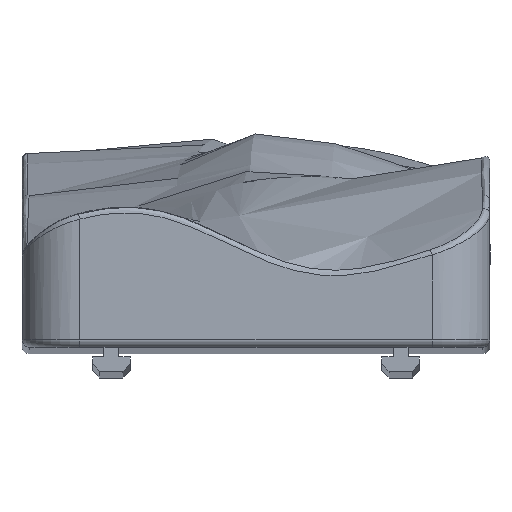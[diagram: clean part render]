
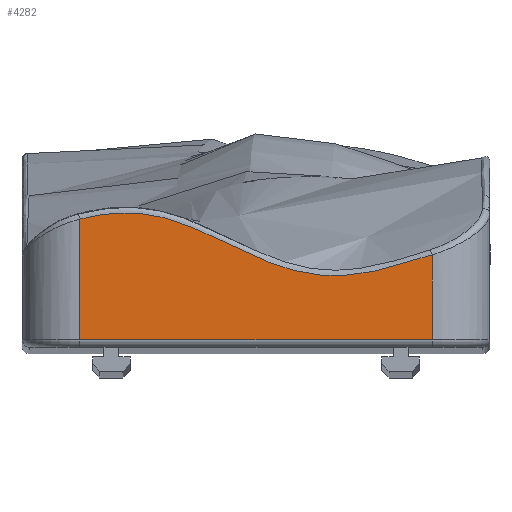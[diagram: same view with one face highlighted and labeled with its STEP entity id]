
A CAD part, top view. The second image highlights one B-rep face of the part: STEP entity #4282.
In plain terms, the highlighted planar face has unit normal (0, 0, 1).
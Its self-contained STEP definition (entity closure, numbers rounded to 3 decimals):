
#65 = VECTOR ( 'NONE', #1052, 1000. ) ;
#76 = CARTESIAN_POINT ( 'NONE',  ( 39.043, 37.107, 1000. ) ) ;
#108 = CARTESIAN_POINT ( 'NONE',  ( 38.049, 37.131, 1000. ) ) ;
#142 = CARTESIAN_POINT ( 'NONE',  ( 30.07, 37.671, 1000. ) ) ;
#150 = EDGE_CURVE ( 'NONE', #4660, #5754, #931, .T. ) ;
#344 = CARTESIAN_POINT ( 'NONE',  ( -121.38, 113.104, 1000. ) ) ;
#356 = CARTESIAN_POINT ( 'NONE',  ( -45.057, 66.428, 1000. ) ) ;
#393 = B_SPLINE_CURVE_WITH_KNOTS ( 'NONE', 3,
 ( #564, #1139, #1815, #5542, #5966, #3409, #3267, #709, #5467, #2774, #4938, #76, #108, #1708, #4440, #142, #6072, #1423, #5691, #5084, #4661, #4630, #6713, #4019, #4057, #1854, #6216, #6817, #5223, #356, #6784, #2526, #4692, #5123, #3486, #3555, #1359, #5719, #4555, #6280, #2961, #3521, #894, #1957 ),
 .UNSPECIFIED., .F., .F.,
 ( 4, 2, 2, 2, 2, 2, 2, 2, 2, 2, 2, 2, 2, 2, 2, 2, 2, 2, 2, 2, 2, 4 ),
 ( 0., 0.012, 0.023, 0.035, 0.047, 0.052, 0.055, 0.058, 0.07, 0.082, 0.087, 0.093, 0.105, 0.117, 0.14, 0.143, 0.146, 0.152, 0.163, 0.169, 0.175, 0.187 ),
 .UNSPECIFIED. ) ;
#461 = CARTESIAN_POINT ( 'NONE',  ( 91.38, 4., 1000. ) ) ;
#564 = CARTESIAN_POINT ( 'NONE',  ( 91.38, 47.959, 1000. ) ) ;
#700 = VERTEX_POINT ( 'NONE', #866 ) ;
#709 = CARTESIAN_POINT ( 'NONE',  ( 53.716, 37.996, 1000. ) ) ;
#866 = CARTESIAN_POINT ( 'NONE',  ( 91.38, 47.959, 1000. ) ) ;
#894 = CARTESIAN_POINT ( 'NONE',  ( -87.489, 67.447, 1000. ) ) ;
#931 = LINE ( 'NONE', #4763, #5962 ) ;
#985 = LINE ( 'NONE', #3249, #65 ) ;
#1052 = DIRECTION ( 'NONE',  ( 0., -1., 0. ) ) ;
#1139 = CARTESIAN_POINT ( 'NONE',  ( 87.66, 46.724, 1000. ) ) ;
#1359 = CARTESIAN_POINT ( 'NONE',  ( -63.621, 69.727, 1000. ) ) ;
#1423 = CARTESIAN_POINT ( 'NONE',  ( 18.436, 40.024, 1000. ) ) ;
#1551 = EDGE_CURVE ( 'NONE', #4610, #4660, #985, .T. ) ;
#1708 = CARTESIAN_POINT ( 'NONE',  ( 36.054, 37.215, 1000. ) ) ;
#1815 = CARTESIAN_POINT ( 'NONE',  ( 83.935, 45.513, 1000. ) ) ;
#1823 = ORIENTED_EDGE ( 'NONE', *, *, #2720, .T. ) ;
#1854 = CARTESIAN_POINT ( 'NONE',  ( -14.668, 53.758, 1000. ) ) ;
#1915 = CARTESIAN_POINT ( 'NONE',  ( 91.38, 113.104, 1000. ) ) ;
#1946 = DIRECTION ( 'NONE',  ( 0., 0., -1. ) ) ;
#1957 = CARTESIAN_POINT ( 'NONE',  ( -91.38, 66.422, 1000. ) ) ;
#2483 = FACE_OUTER_BOUND ( 'NONE', #6983, .T. ) ;
#2526 = CARTESIAN_POINT ( 'NONE',  ( -47.961, 67.216, 1000. ) ) ;
#2720 = EDGE_CURVE ( 'NONE', #700, #4610, #393, .T. ) ;
#2774 = CARTESIAN_POINT ( 'NONE',  ( 43.984, 37.144, 1000. ) ) ;
#2789 = CARTESIAN_POINT ( 'NONE',  ( -91.38, 66.422, 1000. ) ) ;
#2862 = CARTESIAN_POINT ( 'NONE',  ( -91.38, 4., 1000. ) ) ;
#2904 = AXIS2_PLACEMENT_3D ( 'NONE', #344, #1946, #5278 ) ;
#2961 = CARTESIAN_POINT ( 'NONE',  ( -77.607, 69.133, 1000. ) ) ;
#3249 = CARTESIAN_POINT ( 'NONE',  ( -91.38, 113.104, 1000. ) ) ;
#3267 = CARTESIAN_POINT ( 'NONE',  ( 61.373, 39.343, 1000. ) ) ;
#3409 = CARTESIAN_POINT ( 'NONE',  ( 65.167, 40.197, 1000. ) ) ;
#3486 = CARTESIAN_POINT ( 'NONE',  ( -53.796, 68.507, 1000. ) ) ;
#3521 = CARTESIAN_POINT ( 'NONE',  ( -83.563, 68.276, 1000. ) ) ;
#3555 = CARTESIAN_POINT ( 'NONE',  ( -59.671, 69.42, 1000. ) ) ;
#3609 = DIRECTION ( 'NONE',  ( 0., 1., 0. ) ) ;
#3675 = LINE ( 'NONE', #1915, #4607 ) ;
#3790 = EDGE_CURVE ( 'NONE', #5754, #700, #3675, .T. ) ;
#4019 = CARTESIAN_POINT ( 'NONE',  ( -3.875, 48.556, 1000. ) ) ;
#4057 = CARTESIAN_POINT ( 'NONE',  ( -7.479, 50.277, 1000. ) ) ;
#4116 = ORIENTED_EDGE ( 'NONE', *, *, #3790, .T. ) ;
#4159 = ORIENTED_EDGE ( 'NONE', *, *, #1551, .T. ) ;
#4282 = ADVANCED_FACE ( 'NONE', ( #2483 ), #6806, .F. ) ;
#4440 = CARTESIAN_POINT ( 'NONE',  ( 35.051, 37.276, 1000. ) ) ;
#4555 = CARTESIAN_POINT ( 'NONE',  ( -71.594, 69.652, 1000. ) ) ;
#4607 = VECTOR ( 'NONE', #3609, 1000. ) ;
#4610 = VERTEX_POINT ( 'NONE', #2789 ) ;
#4630 = CARTESIAN_POINT ( 'NONE',  ( 3.434, 45.351, 1000. ) ) ;
#4660 = VERTEX_POINT ( 'NONE', #2862 ) ;
#4661 = CARTESIAN_POINT ( 'NONE',  ( 7.137, 43.859, 1000. ) ) ;
#4692 = CARTESIAN_POINT ( 'NONE',  ( -48.93, 67.457, 1000. ) ) ;
#4763 = CARTESIAN_POINT ( 'NONE',  ( -121.38, 4., 1000. ) ) ;
#4938 = CARTESIAN_POINT ( 'NONE',  ( 42.016, 37.087, 1000. ) ) ;
#5084 = CARTESIAN_POINT ( 'NONE',  ( 9.005, 43.148, 1000. ) ) ;
#5123 = CARTESIAN_POINT ( 'NONE',  ( -51.845, 68.128, 1000. ) ) ;
#5223 = CARTESIAN_POINT ( 'NONE',  ( -36.396, 63.837, 1000. ) ) ;
#5278 = DIRECTION ( 'NONE',  ( -1., 0., 0. ) ) ;
#5467 = CARTESIAN_POINT ( 'NONE',  ( 49.853, 37.503, 1000. ) ) ;
#5542 = CARTESIAN_POINT ( 'NONE',  ( 76.46, 43.219, 1000. ) ) ;
#5691 = CARTESIAN_POINT ( 'NONE',  ( 14.638, 41.159, 1000. ) ) ;
#5719 = CARTESIAN_POINT ( 'NONE',  ( -69.595, 69.728, 1000. ) ) ;
#5754 = VERTEX_POINT ( 'NONE', #461 ) ;
#5962 = VECTOR ( 'NONE', #6317, 1000. ) ;
#5966 = CARTESIAN_POINT ( 'NONE',  ( 72.71, 42.136, 1000. ) ) ;
#6072 = CARTESIAN_POINT ( 'NONE',  ( 26.152, 38.279, 1000. ) ) ;
#6216 = CARTESIAN_POINT ( 'NONE',  ( -18.255, 55.519, 1000. ) ) ;
#6280 = CARTESIAN_POINT ( 'NONE',  ( -75.609, 69.354, 1000. ) ) ;
#6317 = DIRECTION ( 'NONE',  ( 1., 0., 0. ) ) ;
#6713 = CARTESIAN_POINT ( 'NONE',  ( 1.598, 46.133, 1000. ) ) ;
#6784 = CARTESIAN_POINT ( 'NONE',  ( -46.025, 66.702, 1000. ) ) ;
#6801 = ORIENTED_EDGE ( 'NONE', *, *, #150, .T. ) ;
#6806 = PLANE ( 'NONE',  #2904 ) ;
#6817 = CARTESIAN_POINT ( 'NONE',  ( -29.085, 60.636, 1000. ) ) ;
#6983 = EDGE_LOOP ( 'NONE', ( #4159, #6801, #4116, #1823 ) ) ;
